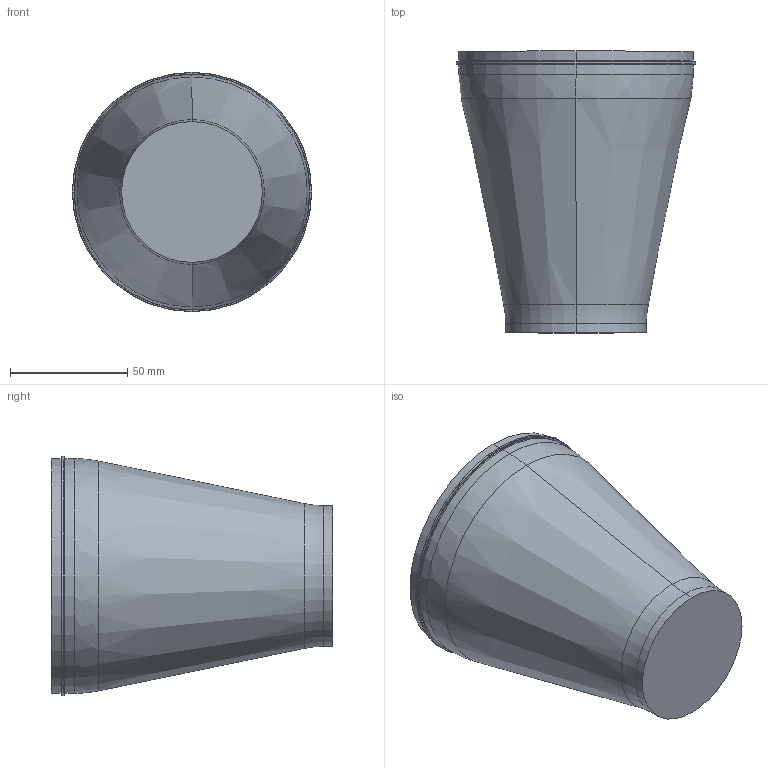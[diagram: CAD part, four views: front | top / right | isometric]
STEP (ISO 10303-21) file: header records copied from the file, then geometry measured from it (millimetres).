
FILE_DESCRIPTION (( 'STEP AP214' ), '1' );
FILE_NAME ('cup.STEP', '2018-03-26T14:29:46', ( '' ), ( '' ), 'SwSTEP 2.0', 'SolidWorks 2018', '' );
FILE_SCHEMA (( 'AUTOMOTIVE_DESIGN' ));
Length unit declared in the file: millimetre
Products named in the file (1): cup
Bounding box: 102 x 120 x 102 mm (x, y, z)
Volume: 96982.4 mm3; surface area: 65911.2 mm2
Topology: 1 solids, 1 shells, 37 faces, 80 edges, 44 vertices
Faces by surface type: torus 12, cylinder 12, plane 5, cone 4, sphere 4
Entity records: 984 total; most frequent: DIRECTION 204, CARTESIAN_POINT 150, ORIENTED_EDGE 144, AXIS2_PLACEMENT_3D 94, EDGE_CURVE 72, CIRCLE 56, EDGE_LOOP 40, VERTEX_POINT 40
